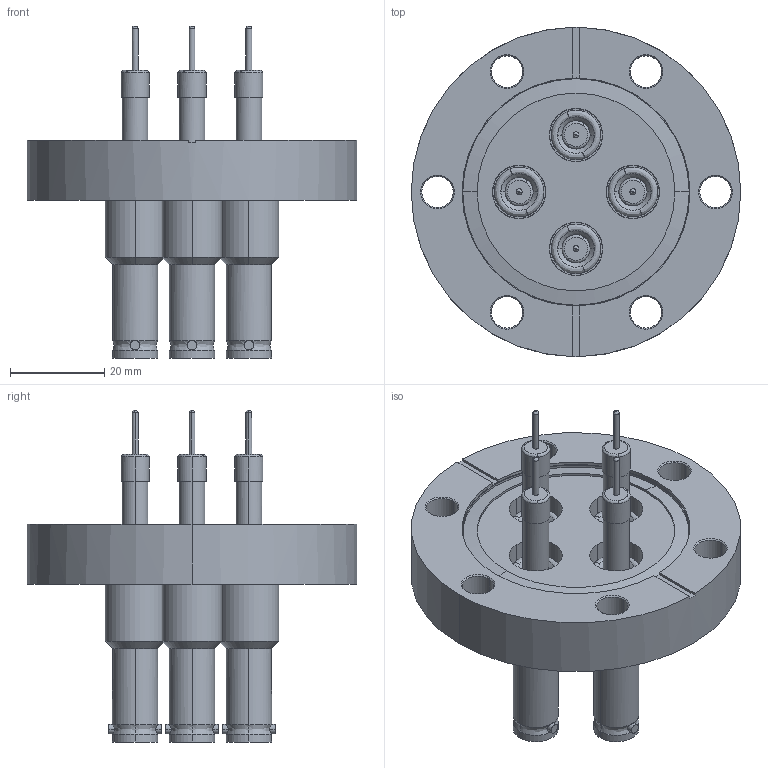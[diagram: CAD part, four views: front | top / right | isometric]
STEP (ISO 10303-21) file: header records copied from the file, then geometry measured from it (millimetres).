
FILE_DESCRIPTION (( 'STEP AP203' ), '1' );
FILE_NAME ('A1601-5-CF.STEP', '2013-08-29T12:09:16', ( '' ), ( '' ), 'SwSTEP 2.0', 'SolidWorks 2012', '' );
FILE_SCHEMA (( 'CONFIG_CONTROL_DESIGN' ));
Length unit declared in the file: inch
Products named in the file (1): A1601-5-CF
Bounding box: 69.85 x 69.85 x 70.38 mm (x, y, z)
Volume: 50390.6 mm3; surface area: 28126 mm2
Topology: 1 solids, 9 shells, 389 faces, 894 edges, 576 vertices
Faces by surface type: cylinder 188, plane 87, cone 58, bspline 56
Entity records: 12459 total; most frequent: CARTESIAN_POINT 3340, DIRECTION 2066, ORIENTED_EDGE 1788, AXIS2_PLACEMENT_3D 902, EDGE_CURVE 894, VERTEX_POINT 576, CIRCLE 568, EDGE_LOOP 470
